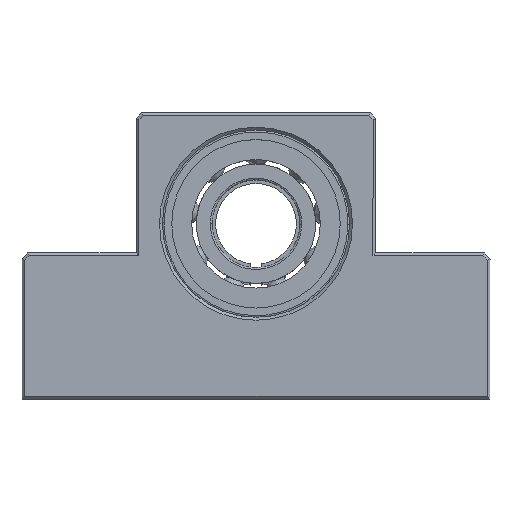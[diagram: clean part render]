
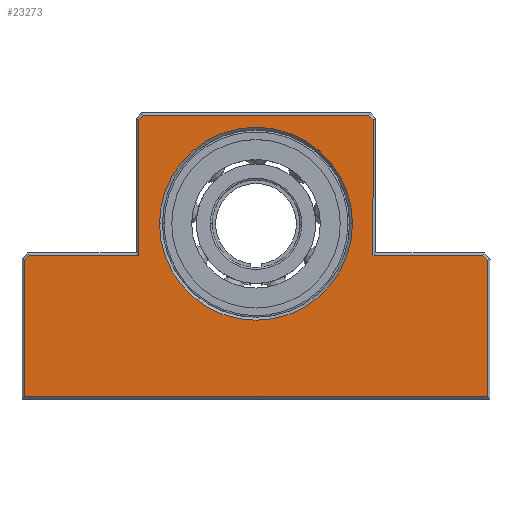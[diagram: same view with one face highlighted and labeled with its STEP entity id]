
A CAD part, top view. The second image highlights one B-rep face of the part: STEP entity #23273.
In plain terms, the highlighted planar face has unit normal (0, 0, 1).
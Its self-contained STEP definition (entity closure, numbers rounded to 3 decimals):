
#124 = ORIENTED_EDGE ( 'NONE', *, *, #16976, .T. ) ;
#552 = CIRCLE ( 'NONE', #13335, 16.5 ) ;
#711 = CARTESIAN_POINT ( 'NONE',  ( 27.543, 18.894, 10. ) ) ;
#748 = ORIENTED_EDGE ( 'NONE', *, *, #14439, .T. ) ;
#800 = LINE ( 'NONE', #9320, #7973 ) ;
#839 = CARTESIAN_POINT ( 'NONE',  ( 47.75, -5.813, 10. ) ) ;
#1691 = CARTESIAN_POINT ( 'NONE',  ( 28.25, -5.106, 10. ) ) ;
#1840 = EDGE_CURVE ( 'NONE', #7962, #23960, #27918, .T. ) ;
#1899 = CARTESIAN_POINT ( 'NONE',  ( -11.75, 18.187, 10. ) ) ;
#2338 = LINE ( 'NONE', #839, #17826 ) ;
#2510 = VERTEX_POINT ( 'NONE', #30188 ) ;
#2562 = CARTESIAN_POINT ( 'NONE',  ( 8.25, 0.394, 10. ) ) ;
#3097 = EDGE_CURVE ( 'NONE', #30402, #24958, #18308, .T. ) ;
#3116 = ORIENTED_EDGE ( 'NONE', *, *, #12114, .T. ) ;
#3248 = CARTESIAN_POINT ( 'NONE',  ( -11.75, -5.106, 10. ) ) ;
#3425 = VERTEX_POINT ( 'NONE', #23363 ) ;
#3682 = VERTEX_POINT ( 'NONE', #7654 ) ;
#3705 = CARTESIAN_POINT ( 'NONE',  ( 47.75, -29.106, 10. ) ) ;
#3895 = CARTESIAN_POINT ( 'NONE',  ( -30.543, -5.106, 10. ) ) ;
#4872 = DIRECTION ( 'NONE',  ( -0.707, 0.707, 0. ) ) ;
#4912 = ORIENTED_EDGE ( 'NONE', *, *, #10214, .F. ) ;
#4920 = EDGE_CURVE ( 'NONE', #22322, #14549, #800, .T. ) ;
#5189 = DIRECTION ( 'NONE',  ( 1., 0., 0. ) ) ;
#5297 = DIRECTION ( 'NONE',  ( 1., 0., 0. ) ) ;
#6354 = LINE ( 'NONE', #17279, #19967 ) ;
#6373 = VECTOR ( 'NONE', #4872, 1000. ) ;
#6687 = ORIENTED_EDGE ( 'NONE', *, *, #3097, .T. ) ;
#7008 = CARTESIAN_POINT ( 'NONE',  ( 28.25, 18.187, 10. ) ) ;
#7073 = VECTOR ( 'NONE', #29326, 1000. ) ;
#7193 = DIRECTION ( 'NONE',  ( 1., 0., 0. ) ) ;
#7654 = CARTESIAN_POINT ( 'NONE',  ( -31.25, -5.813, 10. ) ) ;
#7962 = VERTEX_POINT ( 'NONE', #15146 ) ;
#7973 = VECTOR ( 'NONE', #9633, 1000. ) ;
#8558 = LINE ( 'NONE', #3248, #18810 ) ;
#8759 = VECTOR ( 'NONE', #25996, 1000. ) ;
#9143 = ORIENTED_EDGE ( 'NONE', *, *, #4920, .T. ) ;
#9320 = CARTESIAN_POINT ( 'NONE',  ( 8.25, -5.106, 10. ) ) ;
#9333 = CIRCLE ( 'NONE', #31247, 16.5 ) ;
#9388 = DIRECTION ( 'NONE',  ( 0., 0., 1. ) ) ;
#9633 = DIRECTION ( 'NONE',  ( -1., 0., 0. ) ) ;
#10131 = DIRECTION ( 'NONE',  ( 0., 0., 1. ) ) ;
#10214 = EDGE_CURVE ( 'NONE', #12401, #2510, #9333, .T. ) ;
#10473 = DIRECTION ( 'NONE',  ( -0.707, -0.707, 0. ) ) ;
#10734 = VECTOR ( 'NONE', #13297, 1000. ) ;
#11014 = CARTESIAN_POINT ( 'NONE',  ( 47.75, -5.106, 10. ) ) ;
#11058 = CARTESIAN_POINT ( 'NONE',  ( 47.043, -5.106, 10. ) ) ;
#11576 = EDGE_CURVE ( 'NONE', #3682, #15370, #15791, .T. ) ;
#12114 = EDGE_CURVE ( 'NONE', #16926, #22322, #8558, .T. ) ;
#12161 = VECTOR ( 'NONE', #13435, 1000. ) ;
#12401 = VERTEX_POINT ( 'NONE', #31183 ) ;
#12696 = CARTESIAN_POINT ( 'NONE',  ( -11.043, 18.894, 10. ) ) ;
#12890 = LINE ( 'NONE', #1691, #8759 ) ;
#13297 = DIRECTION ( 'NONE',  ( -1., 0., 0. ) ) ;
#13335 = AXIS2_PLACEMENT_3D ( 'NONE', #24581, #19815, #5297 ) ;
#13435 = DIRECTION ( 'NONE',  ( 0., 1., 0. ) ) ;
#13889 = DIRECTION ( 'NONE',  ( -1., 0., 0. ) ) ;
#14439 = EDGE_CURVE ( 'NONE', #24958, #30512, #2338, .T. ) ;
#14549 = VERTEX_POINT ( 'NONE', #3895 ) ;
#14692 = EDGE_CURVE ( 'NONE', #30512, #22098, #19324, .T. ) ;
#15008 = CARTESIAN_POINT ( 'NONE',  ( -31.25, -29.106, 10. ) ) ;
#15146 = CARTESIAN_POINT ( 'NONE',  ( 28.25, 18.187, 10. ) ) ;
#15342 = CARTESIAN_POINT ( 'NONE',  ( 8.25, 18.894, 10. ) ) ;
#15370 = VERTEX_POINT ( 'NONE', #19338 ) ;
#15791 = LINE ( 'NONE', #29575, #16155 ) ;
#15859 = EDGE_LOOP ( 'NONE', ( #21363, #4912 ) ) ;
#16155 = VECTOR ( 'NONE', #20208, 1000. ) ;
#16769 = FACE_OUTER_BOUND ( 'NONE', #17879, .T. ) ;
#16926 = VERTEX_POINT ( 'NONE', #1899 ) ;
#16976 = EDGE_CURVE ( 'NONE', #22098, #7962, #12890, .T. ) ;
#17279 = CARTESIAN_POINT ( 'NONE',  ( -30.543, -5.106, 10. ) ) ;
#17826 = VECTOR ( 'NONE', #22726, 1000. ) ;
#17879 = EDGE_LOOP ( 'NONE', ( #9143, #20491, #25964, #25578, #6687, #748, #22583, #124, #27045, #20844, #25091, #3116 ) ) ;
#18308 = LINE ( 'NONE', #11014, #12161 ) ;
#18735 = LINE ( 'NONE', #15342, #10734 ) ;
#18810 = VECTOR ( 'NONE', #28149, 1000. ) ;
#19070 = EDGE_CURVE ( 'NONE', #15370, #30402, #19637, .T. ) ;
#19158 = EDGE_CURVE ( 'NONE', #14549, #3682, #6354, .T. ) ;
#19324 = LINE ( 'NONE', #24421, #21237 ) ;
#19338 = CARTESIAN_POINT ( 'NONE',  ( -31.25, -29.106, 10. ) ) ;
#19637 = LINE ( 'NONE', #24519, #7073 ) ;
#19815 = DIRECTION ( 'NONE',  ( 0., 0., 1. ) ) ;
#19967 = VECTOR ( 'NONE', #22393, 1000. ) ;
#20025 = PLANE ( 'NONE',  #25349 ) ;
#20054 = CARTESIAN_POINT ( 'NONE',  ( 28.25, -5.106, 10. ) ) ;
#20208 = DIRECTION ( 'NONE',  ( 0., -1., 0. ) ) ;
#20491 = ORIENTED_EDGE ( 'NONE', *, *, #19158, .T. ) ;
#20599 = FACE_BOUND ( 'NONE', #15859, .T. ) ;
#20844 = ORIENTED_EDGE ( 'NONE', *, *, #30745, .T. ) ;
#21237 = VECTOR ( 'NONE', #13889, 1000. ) ;
#21363 = ORIENTED_EDGE ( 'NONE', *, *, #24502, .F. ) ;
#22098 = VERTEX_POINT ( 'NONE', #20054 ) ;
#22322 = VERTEX_POINT ( 'NONE', #30922 ) ;
#22393 = DIRECTION ( 'NONE',  ( -0.707, -0.707, 0. ) ) ;
#22583 = ORIENTED_EDGE ( 'NONE', *, *, #14692, .T. ) ;
#22726 = DIRECTION ( 'NONE',  ( -0.707, 0.707, 0. ) ) ;
#23027 = EDGE_CURVE ( 'NONE', #3425, #16926, #30800, .T. ) ;
#23273 = ADVANCED_FACE ( 'NONE', ( #20599, #16769 ), #20025, .T. ) ;
#23315 = VECTOR ( 'NONE', #10473, 1000. ) ;
#23363 = CARTESIAN_POINT ( 'NONE',  ( -11.043, 18.894, 10. ) ) ;
#23960 = VERTEX_POINT ( 'NONE', #711 ) ;
#24421 = CARTESIAN_POINT ( 'NONE',  ( 8.25, -5.106, 10. ) ) ;
#24502 = EDGE_CURVE ( 'NONE', #2510, #12401, #552, .T. ) ;
#24519 = CARTESIAN_POINT ( 'NONE',  ( 8.25, -29.106, 10. ) ) ;
#24581 = CARTESIAN_POINT ( 'NONE',  ( 8.25, 0.394, 10. ) ) ;
#24958 = VERTEX_POINT ( 'NONE', #25450 ) ;
#25091 = ORIENTED_EDGE ( 'NONE', *, *, #23027, .T. ) ;
#25349 = AXIS2_PLACEMENT_3D ( 'NONE', #15008, #10131, #5189 ) ;
#25450 = CARTESIAN_POINT ( 'NONE',  ( 47.75, -5.813, 10. ) ) ;
#25578 = ORIENTED_EDGE ( 'NONE', *, *, #19070, .T. ) ;
#25964 = ORIENTED_EDGE ( 'NONE', *, *, #11576, .T. ) ;
#25996 = DIRECTION ( 'NONE',  ( 0., 1., 0. ) ) ;
#27045 = ORIENTED_EDGE ( 'NONE', *, *, #1840, .T. ) ;
#27918 = LINE ( 'NONE', #7008, #6373 ) ;
#28149 = DIRECTION ( 'NONE',  ( 0., -1., 0. ) ) ;
#29326 = DIRECTION ( 'NONE',  ( 1., 0., 0. ) ) ;
#29575 = CARTESIAN_POINT ( 'NONE',  ( -31.25, -5.106, 10. ) ) ;
#30188 = CARTESIAN_POINT ( 'NONE',  ( 24.75, 0.394, 10. ) ) ;
#30402 = VERTEX_POINT ( 'NONE', #3705 ) ;
#30512 = VERTEX_POINT ( 'NONE', #11058 ) ;
#30745 = EDGE_CURVE ( 'NONE', #23960, #3425, #18735, .T. ) ;
#30800 = LINE ( 'NONE', #12696, #23315 ) ;
#30922 = CARTESIAN_POINT ( 'NONE',  ( -11.75, -5.106, 10. ) ) ;
#31183 = CARTESIAN_POINT ( 'NONE',  ( -8.25, 0.394, 10. ) ) ;
#31247 = AXIS2_PLACEMENT_3D ( 'NONE', #2562, #9388, #7193 ) ;
